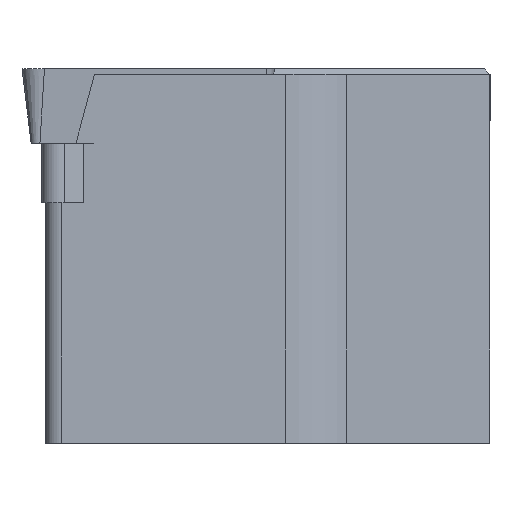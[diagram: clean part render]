
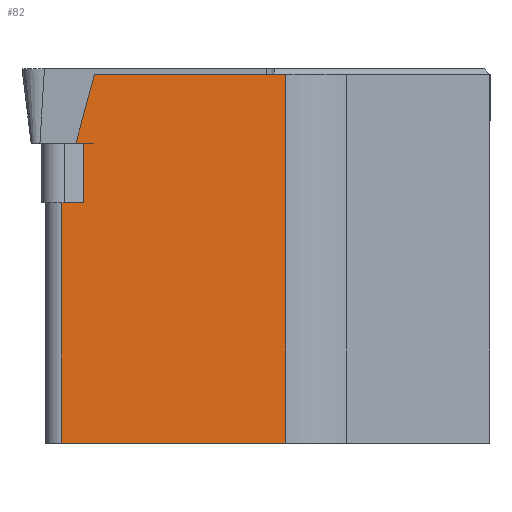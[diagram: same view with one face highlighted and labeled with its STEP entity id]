
A CAD part, left-side view. The second image highlights one B-rep face of the part: STEP entity #82.
In plain terms, the highlighted planar face has unit normal (-0.999, -0.052, 0).
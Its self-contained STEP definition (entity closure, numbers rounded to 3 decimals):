
#48=PLANE('',#761);
#82=ADVANCED_FACE('',(#129),#48,.F.);
#129=FACE_OUTER_BOUND('',#171,.T.);
#171=EDGE_LOOP('',(#233,#234,#235,#236,#237,#238,#239,#240));
#233=ORIENTED_EDGE('',*,*,#493,.F.);
#234=ORIENTED_EDGE('',*,*,#495,.F.);
#235=ORIENTED_EDGE('',*,*,#496,.T.);
#236=ORIENTED_EDGE('',*,*,#497,.F.);
#237=ORIENTED_EDGE('',*,*,#498,.T.);
#238=ORIENTED_EDGE('',*,*,#499,.T.);
#239=ORIENTED_EDGE('',*,*,#500,.F.);
#240=ORIENTED_EDGE('',*,*,#501,.T.);
#431=VERTEX_POINT('',#1025);
#432=VERTEX_POINT('',#1027);
#433=VERTEX_POINT('',#1031);
#434=VERTEX_POINT('',#1033);
#435=VERTEX_POINT('',#1035);
#436=VERTEX_POINT('',#1037);
#437=VERTEX_POINT('',#1039);
#438=VERTEX_POINT('',#1041);
#493=EDGE_CURVE('',#431,#432,#592,.T.);
#495=EDGE_CURVE('',#433,#431,#593,.T.);
#496=EDGE_CURVE('',#433,#434,#594,.T.);
#497=EDGE_CURVE('',#435,#434,#595,.T.);
#498=EDGE_CURVE('',#435,#436,#596,.T.);
#499=EDGE_CURVE('',#436,#437,#597,.T.);
#500=EDGE_CURVE('',#438,#437,#598,.T.);
#501=EDGE_CURVE('',#438,#432,#599,.T.);
#592=LINE('',#1026,#675);
#593=LINE('',#1030,#676);
#594=LINE('',#1032,#677);
#595=LINE('',#1034,#678);
#596=LINE('',#1036,#679);
#597=LINE('',#1038,#680);
#598=LINE('',#1040,#681);
#599=LINE('',#1042,#682);
#675=VECTOR('',#822,1.);
#676=VECTOR('',#827,1.);
#677=VECTOR('',#828,1.);
#678=VECTOR('',#829,1.);
#679=VECTOR('',#830,1.);
#680=VECTOR('',#831,1.);
#681=VECTOR('',#832,1.);
#682=VECTOR('',#833,1.);
#761=AXIS2_PLACEMENT_3D('',#1043,#834,#835);
#822=DIRECTION('',(0.,0.,1.));
#827=DIRECTION('',(-0.052,0.999,0.));
#828=DIRECTION('',(0.,0.,1.));
#829=DIRECTION('',(0.052,-0.999,0.));
#830=DIRECTION('',(-0.014,0.261,-0.965));
#831=DIRECTION('',(0.052,-0.999,0.));
#832=DIRECTION('',(0.,0.,1.));
#833=DIRECTION('',(-0.052,0.999,0.));
#834=DIRECTION('',(0.999,0.052,0.));
#835=DIRECTION('',(0.052,-0.999,0.));
#1025=CARTESIAN_POINT('',(1.601,22.896,-20.));
#1026=CARTESIAN_POINT('',(1.601,22.896,-30.));
#1027=CARTESIAN_POINT('',(1.601,22.896,-7.15));
#1030=CARTESIAN_POINT('',(1.601,22.896,-20.));
#1031=CARTESIAN_POINT('',(2.229,10.917,-20.));
#1032=CARTESIAN_POINT('',(2.229,10.917,-30.));
#1033=CARTESIAN_POINT('',(2.229,10.917,-0.3));
#1034=CARTESIAN_POINT('',(1.601,22.896,-0.3));
#1035=CARTESIAN_POINT('',(1.694,21.125,-0.3));
#1036=CARTESIAN_POINT('',(1.296,28.721,-28.422));
#1037=CARTESIAN_POINT('',(1.642,22.117,-3.97));
#1038=CARTESIAN_POINT('',(1.543,23.998,-3.97));
#1039=CARTESIAN_POINT('',(1.662,21.732,-3.97));
#1040=CARTESIAN_POINT('',(1.662,21.732,-7.15));
#1041=CARTESIAN_POINT('',(1.662,21.732,-7.15));
#1042=CARTESIAN_POINT('',(1.543,23.998,-7.15));
#1043=CARTESIAN_POINT('',(1.601,22.896,-30.));
